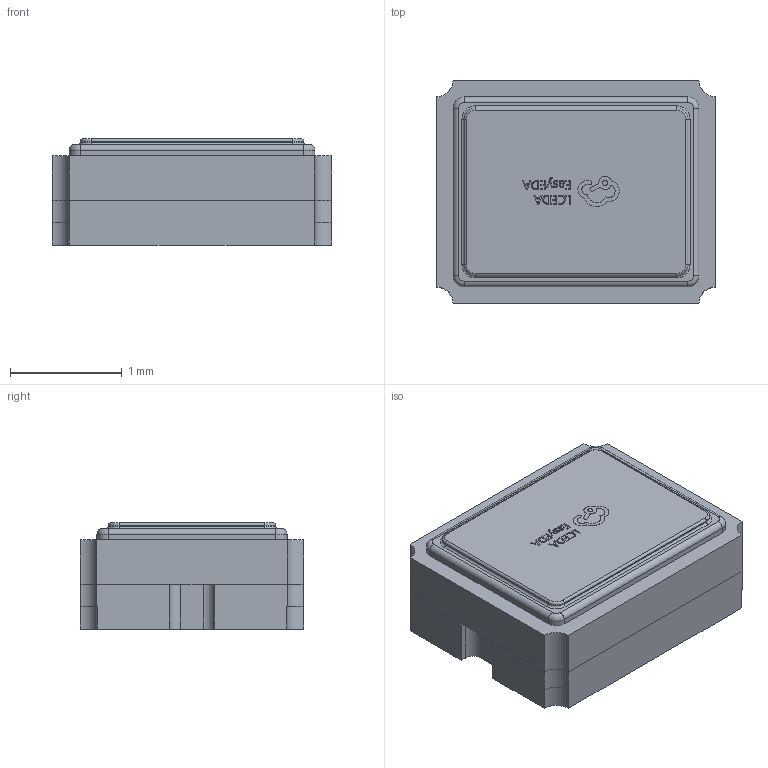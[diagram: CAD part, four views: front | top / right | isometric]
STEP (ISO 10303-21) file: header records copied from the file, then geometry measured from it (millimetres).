
FILE_DESCRIPTION (( 'STEP AP214' ), '1' );
FILE_NAME ('OSC-SMD_6P-L2.5-W2.0-H1.0-BL.step', '2022-07-07T03:27:17', ( '' ), ( '' ), 'SwSTEP 2.0', 'SolidWorks 2020', '' );
FILE_SCHEMA (( 'AUTOMOTIVE_DESIGN' ));
Length unit declared in the file: millimetre
Products named in the file (1): OSC-SMD_6P-L2.5-W2.0-H1.0-BL
Bounding box: 2.5 x 2 x 0.95 mm (x, y, z)
Volume: 4.4 mm3; surface area: 27.5 mm2
Topology: 2 solids, 2 shells, 388 faces, 1044 edges, 688 vertices
Faces by surface type: plane 228, bspline 112, cylinder 36, torus 12
Entity records: 16936 total; most frequent: CARTESIAN_POINT 4225, ORIENTED_EDGE 2088, DIRECTION 1454, EDGE_CURVE 1044, VECTOR 732, LINE 732, VERTEX_POINT 688, EDGE_LOOP 416
